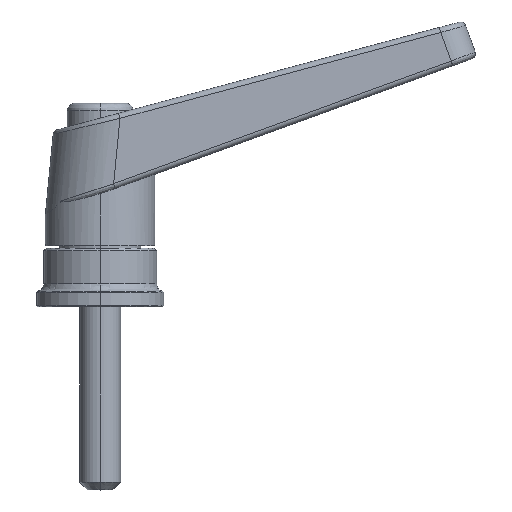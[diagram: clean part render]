
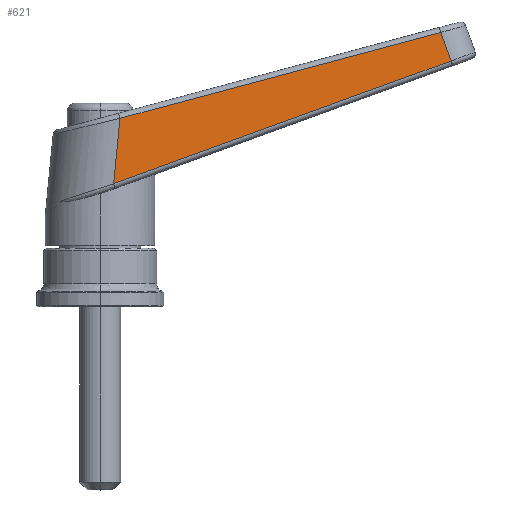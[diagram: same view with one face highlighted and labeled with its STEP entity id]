
A CAD part, top view. The second image highlights one B-rep face of the part: STEP entity #621.
In plain terms, the highlighted planar face has unit normal (0.087, 0, 0.996).
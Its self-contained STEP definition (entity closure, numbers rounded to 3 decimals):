
#621=ADVANCED_FACE('NONE',(#1499),#1500,.F.);
#639=VERTEX_POINT('NONE',#1521);
#697=EDGE_CURVE('NONE',#851,#1019,#1585,.T.);
#725=EDGE_CURVE('NONE',#1019,#1153,#1615,.T.);
#775=EDGE_CURVE('NONE',#1153,#639,#1671,.T.);
#851=VERTEX_POINT('NONE',#1753);
#1003=EDGE_CURVE('NONE',#639,#851,#1922,.T.);
#1019=VERTEX_POINT('NONE',#1941);
#1153=VERTEX_POINT('NONE',#2089);
#1499=FACE_OUTER_BOUND('',#2868,.T.);
#1500=PLANE('',#2869);
#1521=CARTESIAN_POINT('',(66.89,53.864,5.943));
#1585=LINE('',#3044,#3045);
#1615=LINE('',#3123,#3124);
#1671=LINE('',#3452,#3453);
#1753=CARTESIAN_POINT('',(68.923,48.278,5.765));
#1922=LINE('',#4222,#4223);
#1941=CARTESIAN_POINT('',(2.647,24.155,11.563));
#2089=CARTESIAN_POINT('',(3.882,36.981,11.455));
#2868=EDGE_LOOP('',(#5364,#5365,#5366,#5367));
#2869=AXIS2_PLACEMENT_3D('',#5368,#5369,#5370);
#3044=CARTESIAN_POINT('',(68.923,48.278,5.765));
#3045=VECTOR('',#5460,1000.0);
#3123=CARTESIAN_POINT('',(3.528,33.307,11.486));
#3124=VECTOR('',#5481,1000.0);
#3452=CARTESIAN_POINT('',(0.206,35.996,11.777));
#3453=VECTOR('',#5543,1000.0);
#4222=CARTESIAN_POINT('',(66.89,53.864,5.943));
#4223=VECTOR('',#5790,1000.0);
#5364=ORIENTED_EDGE('',*,*,#725,.F.);
#5365=ORIENTED_EDGE('',*,*,#697,.F.);
#5366=ORIENTED_EDGE('',*,*,#1003,.F.);
#5367=ORIENTED_EDGE('',*,*,#775,.F.);
#5368=CARTESIAN_POINT('',(1.024,63.0,11.705));
#5369=DIRECTION('',(-0.087,0.0,-0.996));
#5370=DIRECTION('',(-0.996,0.0,0.087));
#5460=DIRECTION('',(-0.937,-0.341,0.082));
#5481=DIRECTION('',(0.096,0.995,-0.008));
#5543=DIRECTION('',(0.962,0.258,-0.084));
#5790=DIRECTION('',(0.342,-0.939,-0.03));
